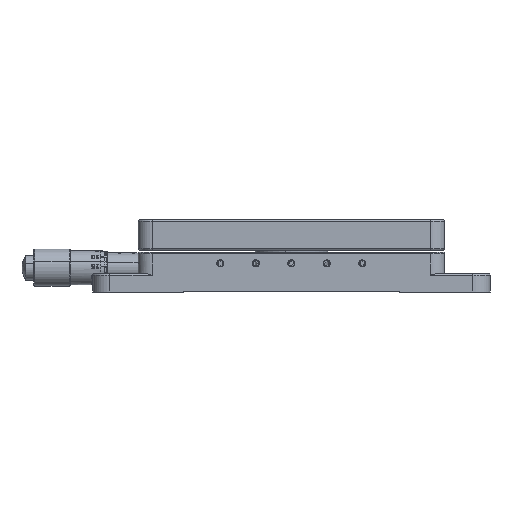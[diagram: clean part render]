
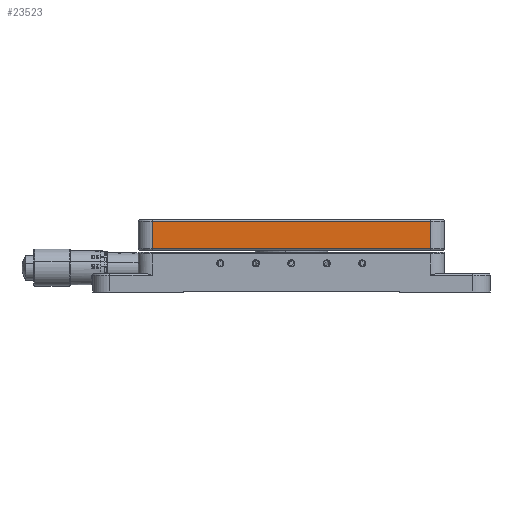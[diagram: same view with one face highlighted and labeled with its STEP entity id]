
A CAD part, front view. The second image highlights one B-rep face of the part: STEP entity #23523.
In plain terms, the highlighted planar face has unit normal (0, -1, 0).
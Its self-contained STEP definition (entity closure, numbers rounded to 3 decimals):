
#463 = EDGE_CURVE ( 'NONE', #24937, #36497, #31509, .T. ) ;
#1088 = EDGE_CURVE ( 'NONE', #36497, #8875, #49918, .T. ) ;
#4395 = ORIENTED_EDGE ( 'NONE', *, *, #51087, .T. ) ;
#8875 = VERTEX_POINT ( 'NONE', #31325 ) ;
#8887 = CARTESIAN_POINT ( 'NONE',  ( 49., -54., 24.9 ) ) ;
#13893 = EDGE_CURVE ( 'NONE', #34627, #24937, #35838, .T. ) ;
#14805 = DIRECTION ( 'NONE',  ( 0., 0., 1. ) ) ;
#14966 = LINE ( 'NONE', #15908, #28604 ) ;
#15908 = CARTESIAN_POINT ( 'NONE',  ( 49., -54., 25.4 ) ) ;
#17900 = VECTOR ( 'NONE', #21330, 1000. ) ;
#19734 = CARTESIAN_POINT ( 'NONE',  ( -54., -54., 25.4 ) ) ;
#21010 = CARTESIAN_POINT ( 'NONE',  ( -54., -54., 24.9 ) ) ;
#21330 = DIRECTION ( 'NONE',  ( 0., 0., -1. ) ) ;
#22357 = CARTESIAN_POINT ( 'NONE',  ( -49., -54., 15.3 ) ) ;
#23523 = ADVANCED_FACE ( 'NONE', ( #24569 ), #30037, .F. ) ;
#24569 = FACE_OUTER_BOUND ( 'NONE', #63332, .T. ) ;
#24937 = VERTEX_POINT ( 'NONE', #52977 ) ;
#26175 = DIRECTION ( 'NONE',  ( -1., 0., 0. ) ) ;
#28604 = VECTOR ( 'NONE', #46613, 1000. ) ;
#30037 = PLANE ( 'NONE',  #52522 ) ;
#31325 = CARTESIAN_POINT ( 'NONE',  ( 49., -54., 15.3 ) ) ;
#31509 = LINE ( 'NONE', #62354, #17900 ) ;
#31794 = ORIENTED_EDGE ( 'NONE', *, *, #1088, .T. ) ;
#34627 = VERTEX_POINT ( 'NONE', #8887 ) ;
#34737 = ORIENTED_EDGE ( 'NONE', *, *, #13893, .T. ) ;
#35838 = LINE ( 'NONE', #21010, #61498 ) ;
#36269 = VECTOR ( 'NONE', #63071, 1000. ) ;
#36497 = VERTEX_POINT ( 'NONE', #22357 ) ;
#37501 = CARTESIAN_POINT ( 'NONE',  ( 49., -54., 15.3 ) ) ;
#45529 = DIRECTION ( 'NONE',  ( 0., 1., 0. ) ) ;
#46613 = DIRECTION ( 'NONE',  ( 0., 0., 1. ) ) ;
#49918 = LINE ( 'NONE', #37501, #36269 ) ;
#51087 = EDGE_CURVE ( 'NONE', #8875, #34627, #14966, .T. ) ;
#52522 = AXIS2_PLACEMENT_3D ( 'NONE', #19734, #45529, #14805 ) ;
#52977 = CARTESIAN_POINT ( 'NONE',  ( -49., -54., 24.9 ) ) ;
#61498 = VECTOR ( 'NONE', #26175, 1000. ) ;
#61659 = ORIENTED_EDGE ( 'NONE', *, *, #463, .T. ) ;
#62354 = CARTESIAN_POINT ( 'NONE',  ( -49., -54., 25.4 ) ) ;
#63071 = DIRECTION ( 'NONE',  ( 1., 0., 0. ) ) ;
#63332 = EDGE_LOOP ( 'NONE', ( #61659, #31794, #4395, #34737 ) ) ;
